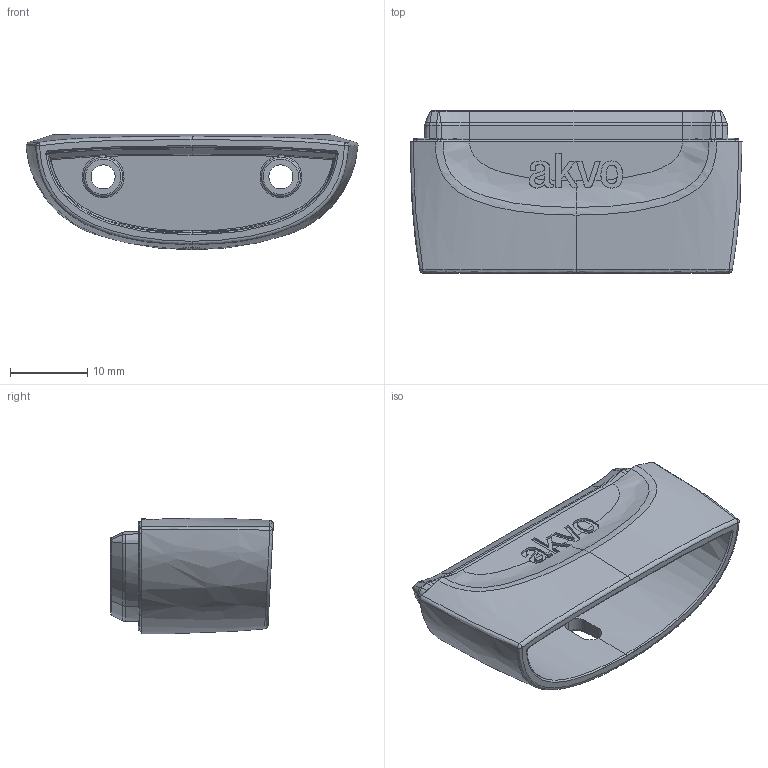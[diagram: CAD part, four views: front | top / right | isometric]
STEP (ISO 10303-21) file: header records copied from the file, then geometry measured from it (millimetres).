
FILE_DESCRIPTION (( 'STEP AP203' ), '1' );
FILE_NAME ('251001_AKVO_WEC_BottomCap_PART_00.STEP', '2016-01-08T14:34:57', ( '' ), ( '' ), 'SwSTEP 2.0', 'SolidWorks 2015', '' );
FILE_SCHEMA (( 'CONFIG_CONTROL_DESIGN' ));
Length unit declared in the file: millimetre
Products named in the file (1): 251001_AKVO_WEC_BottomCap_PART_00
Bounding box: 42.96 x 21.07 x 14.98 mm (x, y, z)
Volume: 4397.3 mm3; surface area: 4625.3 mm2
Topology: 1 solids, 1 shells, 476 faces, 1114 edges, 640 vertices
Faces by surface type: bspline 184, cylinder 110, plane 78, sphere 46, torus 37, cone 21
Entity records: 24568 total; most frequent: CARTESIAN_POINT 15239, ORIENTED_EDGE 2208, DIRECTION 1543, EDGE_CURVE 1104, VERTEX_POINT 636, AXIS2_PLACEMENT_3D 618, EDGE_LOOP 488, FACE_OUTER_BOUND 478
